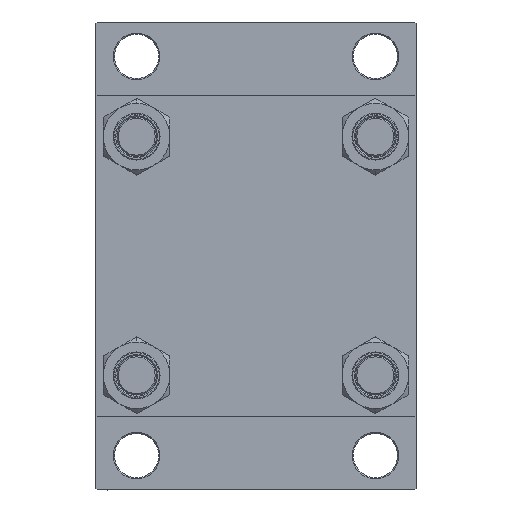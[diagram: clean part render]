
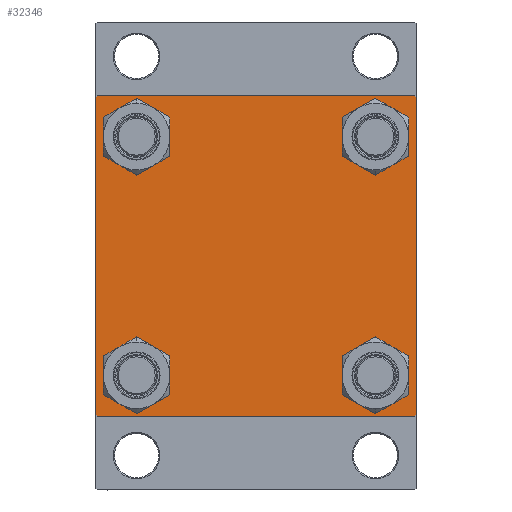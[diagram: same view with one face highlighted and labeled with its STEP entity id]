
A CAD part, left-side view. The second image highlights one B-rep face of the part: STEP entity #32346.
In plain terms, the highlighted planar face has unit normal (-1, 0, 0).
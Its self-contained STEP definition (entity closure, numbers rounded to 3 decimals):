
#1000 = EDGE_CURVE ( 'NONE', #26731, #30064, #35551, .T. ) ;
#1241 = CARTESIAN_POINT ( 'NONE',  ( 0., 48.45, -39.95 ) ) ;
#1549 = ORIENTED_EDGE ( 'NONE', *, *, #45490, .T. ) ;
#1802 = CIRCLE ( 'NONE', #30451, 8.5 ) ;
#1805 = VECTOR ( 'NONE', #10349, 1000. ) ;
#2050 = LINE ( 'NONE', #46646, #43226 ) ;
#2381 = ORIENTED_EDGE ( 'NONE', *, *, #18017, .T. ) ;
#2641 = EDGE_CURVE ( 'NONE', #14921, #6548, #2050, .T. ) ;
#3580 = EDGE_CURVE ( 'NONE', #42680, #21219, #21568, .T. ) ;
#3696 = DIRECTION ( 'NONE',  ( 0., 0., 1. ) ) ;
#4324 = CARTESIAN_POINT ( 'NONE',  ( 0., 48.45, -56.95 ) ) ;
#4480 = CARTESIAN_POINT ( 'NONE',  ( 0., 65., 65. ) ) ;
#4890 = VECTOR ( 'NONE', #35491, 1000. ) ;
#5762 = EDGE_CURVE ( 'NONE', #14020, #16890, #18411, .T. ) ;
#6111 = ORIENTED_EDGE ( 'NONE', *, *, #12866, .T. ) ;
#6294 = VERTEX_POINT ( 'NONE', #32834 ) ;
#6354 = VERTEX_POINT ( 'NONE', #18296 ) ;
#6548 = VERTEX_POINT ( 'NONE', #6595 ) ;
#6595 = CARTESIAN_POINT ( 'NONE',  ( 0., -65., -64.5 ) ) ;
#7338 = CARTESIAN_POINT ( 'NONE',  ( 0., 48.45, 48.45 ) ) ;
#7758 = ORIENTED_EDGE ( 'NONE', *, *, #34486, .T. ) ;
#7847 = EDGE_LOOP ( 'NONE', ( #17177, #39728 ) ) ;
#7867 = DIRECTION ( 'NONE',  ( -1., 0., 0. ) ) ;
#8005 = DIRECTION ( 'NONE',  ( 1., 0., 0. ) ) ;
#8091 = DIRECTION ( 'NONE',  ( 1., 0., 0. ) ) ;
#8475 = DIRECTION ( 'NONE',  ( 0., 0., 1. ) ) ;
#8960 = VECTOR ( 'NONE', #29478, 1000. ) ;
#9087 = ORIENTED_EDGE ( 'NONE', *, *, #44898, .T. ) ;
#9362 = DIRECTION ( 'NONE',  ( 0., 0., 1. ) ) ;
#9438 = VECTOR ( 'NONE', #47774, 1000. ) ;
#10123 = ORIENTED_EDGE ( 'NONE', *, *, #13697, .T. ) ;
#10349 = DIRECTION ( 'NONE',  ( 0., -0.707, -0.707 ) ) ;
#10835 = AXIS2_PLACEMENT_3D ( 'NONE', #14266, #18146, #47720 ) ;
#11360 = AXIS2_PLACEMENT_3D ( 'NONE', #24502, #17725, #39302 ) ;
#11464 = VERTEX_POINT ( 'NONE', #30941 ) ;
#12010 = DIRECTION ( 'NONE',  ( 0., 0., 1. ) ) ;
#12018 = CIRCLE ( 'NONE', #46132, 8.5 ) ;
#12634 = VERTEX_POINT ( 'NONE', #29315 ) ;
#12866 = EDGE_CURVE ( 'NONE', #40592, #41773, #32086, .T. ) ;
#13276 = VECTOR ( 'NONE', #34708, 1000. ) ;
#13697 = EDGE_CURVE ( 'NONE', #16890, #12634, #17864, .T. ) ;
#13777 = CARTESIAN_POINT ( 'NONE',  ( 0., -64.5, 65. ) ) ;
#13850 = ORIENTED_EDGE ( 'NONE', *, *, #2641, .T. ) ;
#13912 = AXIS2_PLACEMENT_3D ( 'NONE', #14339, #40036, #14095 ) ;
#14020 = VERTEX_POINT ( 'NONE', #30797 ) ;
#14049 = AXIS2_PLACEMENT_3D ( 'NONE', #22882, #7867, #38169 ) ;
#14095 = DIRECTION ( 'NONE',  ( 0., 0., 1. ) ) ;
#14266 = CARTESIAN_POINT ( 'NONE',  ( 0., -48.45, -48.45 ) ) ;
#14339 = CARTESIAN_POINT ( 'NONE',  ( 0., 48.45, 48.45 ) ) ;
#14921 = VERTEX_POINT ( 'NONE', #40745 ) ;
#15043 = VERTEX_POINT ( 'NONE', #42172 ) ;
#15381 = AXIS2_PLACEMENT_3D ( 'NONE', #45231, #42077, #12010 ) ;
#15620 = FACE_OUTER_BOUND ( 'NONE', #21991, .T. ) ;
#16255 = CARTESIAN_POINT ( 'NONE',  ( 0., 65., -64.5 ) ) ;
#16890 = VERTEX_POINT ( 'NONE', #16255 ) ;
#17177 = ORIENTED_EDGE ( 'NONE', *, *, #3580, .T. ) ;
#17536 = EDGE_LOOP ( 'NONE', ( #36961, #2381 ) ) ;
#17725 = DIRECTION ( 'NONE',  ( 1., 0., 0. ) ) ;
#17864 = LINE ( 'NONE', #18591, #1805 ) ;
#18017 = EDGE_CURVE ( 'NONE', #30064, #26731, #1802, .T. ) ;
#18146 = DIRECTION ( 'NONE',  ( 1., 0., 0. ) ) ;
#18296 = CARTESIAN_POINT ( 'NONE',  ( 0., -48.45, 39.95 ) ) ;
#18411 = LINE ( 'NONE', #24940, #19306 ) ;
#18591 = CARTESIAN_POINT ( 'NONE',  ( 0., 64.75, -64.75 ) ) ;
#18681 = CARTESIAN_POINT ( 'NONE',  ( 0., -48.45, -56.95 ) ) ;
#19306 = VECTOR ( 'NONE', #36581, 1000. ) ;
#19719 = DIRECTION ( 'NONE',  ( 0., 0., 1. ) ) ;
#21219 = VERTEX_POINT ( 'NONE', #18681 ) ;
#21568 = CIRCLE ( 'NONE', #15381, 8.5 ) ;
#21631 = DIRECTION ( 'NONE',  ( 1., 0., 0. ) ) ;
#21660 = CIRCLE ( 'NONE', #13912, 8.5 ) ;
#21835 = EDGE_CURVE ( 'NONE', #22764, #41773, #37699, .T. ) ;
#21991 = EDGE_LOOP ( 'NONE', ( #28935, #10123, #29100, #13850, #44085, #6111, #31472, #7758 ) ) ;
#22646 = PLANE ( 'NONE',  #14049 ) ;
#22764 = VERTEX_POINT ( 'NONE', #22905 ) ;
#22882 = CARTESIAN_POINT ( 'NONE',  ( 0., 0., 0. ) ) ;
#22905 = CARTESIAN_POINT ( 'NONE',  ( 0., 64.5, 65. ) ) ;
#24263 = LINE ( 'NONE', #42226, #13276 ) ;
#24502 = CARTESIAN_POINT ( 'NONE',  ( 0., -48.45, 48.45 ) ) ;
#24940 = CARTESIAN_POINT ( 'NONE',  ( 0., 65., 65. ) ) ;
#25944 = LINE ( 'NONE', #39588, #9438 ) ;
#26212 = EDGE_CURVE ( 'NONE', #6354, #15043, #32246, .T. ) ;
#26731 = VERTEX_POINT ( 'NONE', #1241 ) ;
#27079 = DIRECTION ( 'NONE',  ( 1., 0., 0. ) ) ;
#28054 = EDGE_CURVE ( 'NONE', #21219, #42680, #35823, .T. ) ;
#28464 = CARTESIAN_POINT ( 'NONE',  ( 0., -64.75, 64.75 ) ) ;
#28917 = EDGE_CURVE ( 'NONE', #6294, #11464, #21660, .T. ) ;
#28935 = ORIENTED_EDGE ( 'NONE', *, *, #5762, .T. ) ;
#29100 = ORIENTED_EDGE ( 'NONE', *, *, #45668, .T. ) ;
#29315 = CARTESIAN_POINT ( 'NONE',  ( 0., 64.5, -65. ) ) ;
#29478 = DIRECTION ( 'NONE',  ( 0., -1., 0. ) ) ;
#29831 = CIRCLE ( 'NONE', #40662, 8.5 ) ;
#30064 = VERTEX_POINT ( 'NONE', #4324 ) ;
#30167 = FACE_BOUND ( 'NONE', #7847, .T. ) ;
#30293 = CARTESIAN_POINT ( 'NONE',  ( 0., 48.45, -48.45 ) ) ;
#30451 = AXIS2_PLACEMENT_3D ( 'NONE', #45180, #8091, #19719 ) ;
#30797 = CARTESIAN_POINT ( 'NONE',  ( 0., 65., 64.5 ) ) ;
#30807 = AXIS2_PLACEMENT_3D ( 'NONE', #30293, #8005, #8475 ) ;
#30879 = FACE_BOUND ( 'NONE', #40795, .T. ) ;
#30941 = CARTESIAN_POINT ( 'NONE',  ( 0., 48.45, 39.95 ) ) ;
#31472 = ORIENTED_EDGE ( 'NONE', *, *, #21835, .F. ) ;
#32086 = LINE ( 'NONE', #28464, #4890 ) ;
#32145 = ORIENTED_EDGE ( 'NONE', *, *, #26212, .T. ) ;
#32246 = CIRCLE ( 'NONE', #11360, 8.5 ) ;
#32346 = ADVANCED_FACE ( 'NONE', ( #30879, #30167, #44954, #37687, #15620 ), #22646, .T. ) ;
#32653 = ORIENTED_EDGE ( 'NONE', *, *, #28917, .T. ) ;
#32736 = EDGE_CURVE ( 'NONE', #40592, #6548, #24263, .T. ) ;
#32834 = CARTESIAN_POINT ( 'NONE',  ( 0., 48.45, 56.95 ) ) ;
#34292 = DIRECTION ( 'NONE',  ( 0., -1., 0. ) ) ;
#34486 = EDGE_CURVE ( 'NONE', #22764, #14020, #25944, .T. ) ;
#34708 = DIRECTION ( 'NONE',  ( 0., 0., -1. ) ) ;
#34831 = CARTESIAN_POINT ( 'NONE',  ( 0., -48.45, 48.45 ) ) ;
#35491 = DIRECTION ( 'NONE',  ( 0., 0.707, 0.707 ) ) ;
#35506 = CARTESIAN_POINT ( 'NONE',  ( 0., -48.45, -39.95 ) ) ;
#35538 = LINE ( 'NONE', #44263, #8960 ) ;
#35551 = CIRCLE ( 'NONE', #30807, 8.5 ) ;
#35823 = CIRCLE ( 'NONE', #10835, 8.5 ) ;
#35886 = CARTESIAN_POINT ( 'NONE',  ( 0., -65., 64.5 ) ) ;
#36581 = DIRECTION ( 'NONE',  ( 0., 0., -1. ) ) ;
#36855 = EDGE_LOOP ( 'NONE', ( #32653, #9087 ) ) ;
#36961 = ORIENTED_EDGE ( 'NONE', *, *, #1000, .T. ) ;
#37687 = FACE_BOUND ( 'NONE', #36855, .T. ) ;
#37699 = LINE ( 'NONE', #4480, #40644 ) ;
#38169 = DIRECTION ( 'NONE',  ( 0., 0., 1. ) ) ;
#39302 = DIRECTION ( 'NONE',  ( 0., 0., 1. ) ) ;
#39588 = CARTESIAN_POINT ( 'NONE',  ( 0., 64.75, 64.75 ) ) ;
#39728 = ORIENTED_EDGE ( 'NONE', *, *, #28054, .T. ) ;
#40036 = DIRECTION ( 'NONE',  ( 1., 0., 0. ) ) ;
#40592 = VERTEX_POINT ( 'NONE', #35886 ) ;
#40644 = VECTOR ( 'NONE', #34292, 1000. ) ;
#40662 = AXIS2_PLACEMENT_3D ( 'NONE', #7338, #21631, #3696 ) ;
#40745 = CARTESIAN_POINT ( 'NONE',  ( 0., -64.5, -65. ) ) ;
#40795 = EDGE_LOOP ( 'NONE', ( #1549, #32145 ) ) ;
#41773 = VERTEX_POINT ( 'NONE', #13777 ) ;
#42077 = DIRECTION ( 'NONE',  ( 1., 0., 0. ) ) ;
#42172 = CARTESIAN_POINT ( 'NONE',  ( 0., -48.45, 56.95 ) ) ;
#42226 = CARTESIAN_POINT ( 'NONE',  ( 0., -65., 65. ) ) ;
#42680 = VERTEX_POINT ( 'NONE', #35506 ) ;
#43226 = VECTOR ( 'NONE', #46188, 1000. ) ;
#44085 = ORIENTED_EDGE ( 'NONE', *, *, #32736, .F. ) ;
#44263 = CARTESIAN_POINT ( 'NONE',  ( 0., 65., -65. ) ) ;
#44898 = EDGE_CURVE ( 'NONE', #11464, #6294, #29831, .T. ) ;
#44954 = FACE_BOUND ( 'NONE', #17536, .T. ) ;
#45180 = CARTESIAN_POINT ( 'NONE',  ( 0., 48.45, -48.45 ) ) ;
#45231 = CARTESIAN_POINT ( 'NONE',  ( 0., -48.45, -48.45 ) ) ;
#45490 = EDGE_CURVE ( 'NONE', #15043, #6354, #12018, .T. ) ;
#45668 = EDGE_CURVE ( 'NONE', #12634, #14921, #35538, .T. ) ;
#46132 = AXIS2_PLACEMENT_3D ( 'NONE', #34831, #27079, #9362 ) ;
#46188 = DIRECTION ( 'NONE',  ( 0., -0.707, 0.707 ) ) ;
#46646 = CARTESIAN_POINT ( 'NONE',  ( 0., -64.75, -64.75 ) ) ;
#47720 = DIRECTION ( 'NONE',  ( 0., 0., 1. ) ) ;
#47774 = DIRECTION ( 'NONE',  ( 0., 0.707, -0.707 ) ) ;
